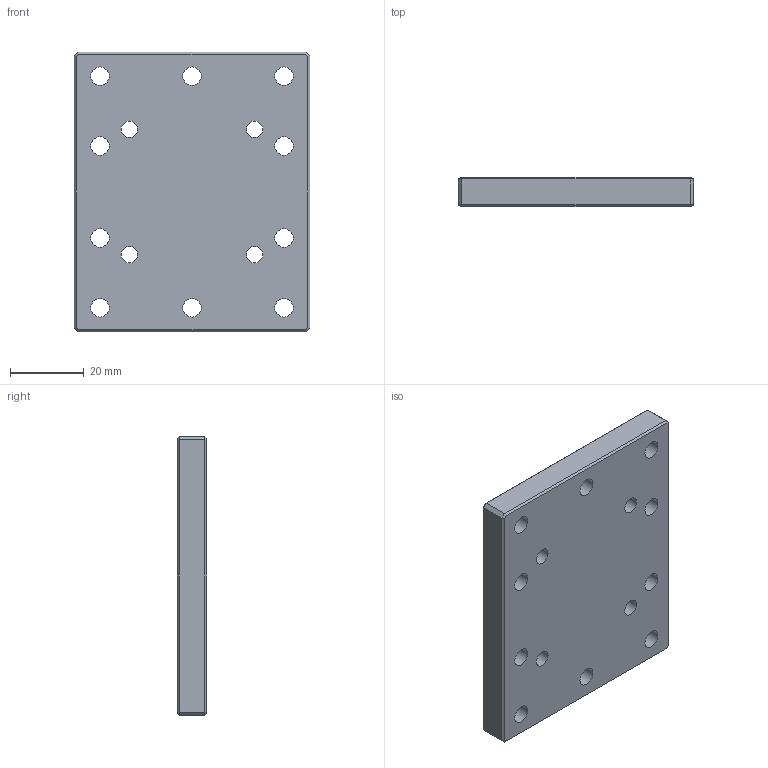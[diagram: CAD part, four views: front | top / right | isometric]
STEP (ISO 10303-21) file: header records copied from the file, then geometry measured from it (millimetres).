
FILE_DESCRIPTION (( 'STEP AP203' ), '1' );
FILE_NAME ('76-64-8-蛌諉啣.STEP', '2025-05-19T03:30:10', ( 'Windows User' ), ( 'P R C' ), 'SwSTEP 2.0', 'SolidWorks 2020', '' );
FILE_SCHEMA (( 'CONFIG_CONTROL_DESIGN' ));
Length unit declared in the file: millimetre
Products named in the file (1): 76-64-8-蛌諉啣
Bounding box: 64 x 8 x 76 mm (x, y, z)
Volume: 36200.7 mm3; surface area: 13086.2 mm2
Topology: 1 solids, 1 shells, 62 faces, 138 edges, 82 vertices
Faces by surface type: plane 30, cylinder 18, cone 14
Full cylindrical faces by diameter (mm): 4.5 x4, 5 x10, 7.5 x4
Entity records: 1665 total; most frequent: DIRECTION 282, CARTESIAN_POINT 251, ORIENTED_EDGE 212, EDGE_LOOP 126, AXIS2_PLACEMENT_3D 113, EDGE_CURVE 106, VERTEX_POINT 82, FACE_OUTER_BOUND 80
